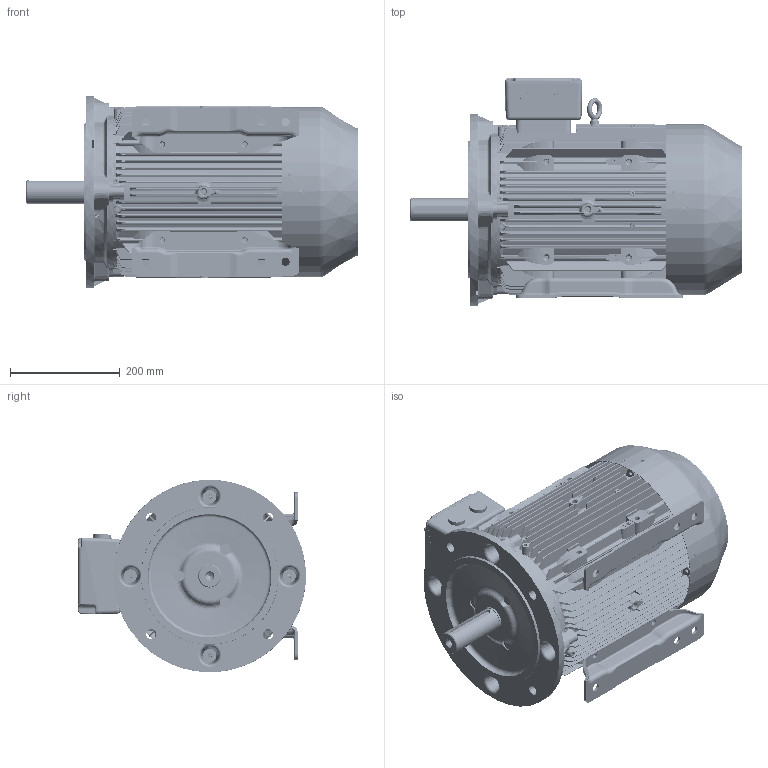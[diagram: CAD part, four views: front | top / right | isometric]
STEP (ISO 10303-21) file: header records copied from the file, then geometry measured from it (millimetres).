
FILE_DESCRIPTION( ( 'Unknown' ), '1' );
FILE_NAME( 'WP-DA160M B35.stp', 'Unknown', ( 'Unknown' ), ( 'Unknown' ), 'PSStep 17.0.49', 'Unknown', ' ' );
FILE_SCHEMA( ( 'AUTOMOTIVE_DESIGN { 1 0 10303 214 1 1 1 1 }' ) );
Length unit declared in the file: millimetre
Products named in the file (1): kadlub w29ya000 obrobiony
Bounding box: 603.95 x 414.32 x 349.98 mm (x, y, z)
Volume: 7370818.9 mm3; surface area: 2536242.3 mm2
Topology: 1 solids, 7 shells, 6433 faces, 18109 edges, 11752 vertices
Faces by surface type: plane 2390, cylinder 2382, bspline 717, cone 503, torus 385, sphere 56
Full cylindrical faces by diameter (mm): 3.17 x4, 4.505 x4, 5 x4, 5.69 x12, 6.2 x17, 6.5 x1, 6.505 x4, 6.7 x1, 6.985 x1, 7 x12, 7.1 x4, 8 x1, 8.2 x14, 9.3 x8, 10 x1, 10.25 x4, 12 x2, 15 x6, 17 x1, 18.5 x4, 20 x3, 32 x4, 33 x1, 34.9 x1, 35 x3, 42 x1, 44.5 x1, 44.9 x1, 45 x3, 47 x2
Entity records: 364753 total; most frequent: CARTESIAN_POINT 153799, ORIENTED_EDGE 34990, DIRECTION 30966, EDGE_CURVE 17495, VERTEX_POINT 11581, AXIS2_PLACEMENT_3D 11560, LINE 7846, VECTOR 7846
